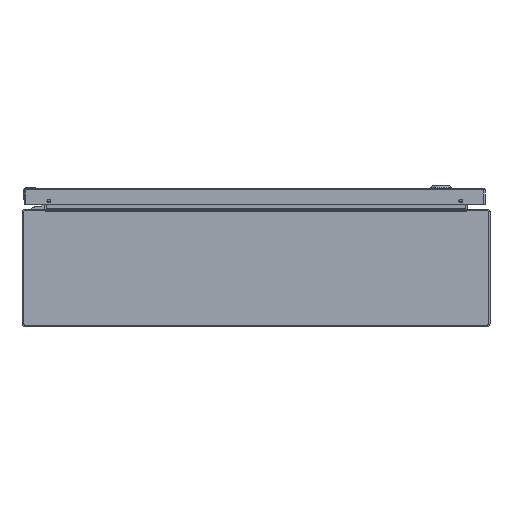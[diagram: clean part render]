
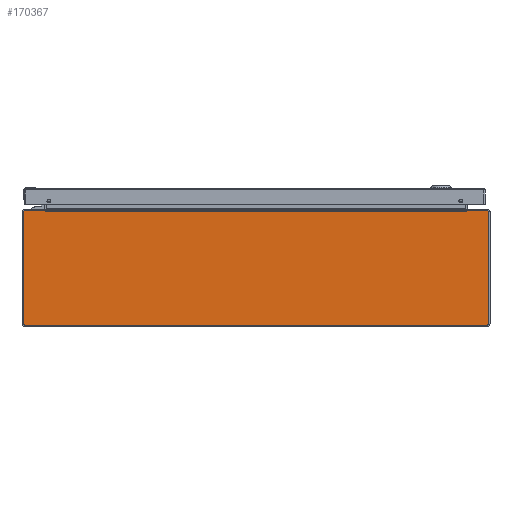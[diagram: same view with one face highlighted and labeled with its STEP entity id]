
A CAD part, front view. The second image highlights one B-rep face of the part: STEP entity #170367.
In plain terms, the highlighted planar face has unit normal (0, -1, 0).
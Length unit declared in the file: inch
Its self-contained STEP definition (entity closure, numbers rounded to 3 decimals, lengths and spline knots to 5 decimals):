
#1166 = CARTESIAN_POINT ( 'NONE',  ( 11.937, -15., 2.857 ) ) ;
#1513 = CARTESIAN_POINT ( 'NONE',  ( -11.937, -15., -2.857 ) ) ;
#2423 = CARTESIAN_POINT ( 'NONE',  ( 0., -15., 2.937 ) ) ;
#2972 = LINE ( 'NONE', #44907, #160868 ) ;
#3658 = EDGE_CURVE ( 'NONE', #120363, #159516, #80280, .T. ) ;
#5161 = DIRECTION ( 'NONE',  ( 0., -1., 0. ) ) ;
#7910 = VERTEX_POINT ( 'NONE', #11471 ) ;
#8662 = DIRECTION ( 'NONE',  ( 1., 0., 0. ) ) ;
#9043 = CARTESIAN_POINT ( 'NONE',  ( -11.937, -15., 0. ) ) ;
#10110 = ORIENTED_EDGE ( 'NONE', *, *, #11403, .T. ) ;
#11403 = EDGE_CURVE ( 'NONE', #7910, #54727, #87292, .T. ) ;
#11471 = CARTESIAN_POINT ( 'NONE',  ( 10.82312, -15., 2.937 ) ) ;
#11992 = CARTESIAN_POINT ( 'NONE',  ( 0., -15., 0. ) ) ;
#12116 = AXIS2_PLACEMENT_3D ( 'NONE', #18800, #82481, #110324 ) ;
#13144 = VECTOR ( 'NONE', #65534, 39.37008 ) ;
#14544 = EDGE_CURVE ( 'NONE', #34111, #159516, #170649, .T. ) ;
#15413 = CIRCLE ( 'NONE', #112906, 0.08 ) ;
#15547 = LINE ( 'NONE', #2423, #20824 ) ;
#15971 = EDGE_CURVE ( 'NONE', #135558, #42322, #15413, .T. ) ;
#18800 = CARTESIAN_POINT ( 'NONE',  ( 11.857, -15., 2.857 ) ) ;
#19057 = CARTESIAN_POINT ( 'NONE',  ( -11.857, -15., -2.937 ) ) ;
#20824 = VECTOR ( 'NONE', #55737, 39.37008 ) ;
#26320 = CARTESIAN_POINT ( 'NONE',  ( 10.798, -15., 2.883 ) ) ;
#26581 = AXIS2_PLACEMENT_3D ( 'NONE', #11992, #91402, #119219 ) ;
#28567 = ORIENTED_EDGE ( 'NONE', *, *, #74389, .T. ) ;
#30408 = CIRCLE ( 'NONE', #139106, 0.08 ) ;
#30506 = ORIENTED_EDGE ( 'NONE', *, *, #62839, .T. ) ;
#30610 = CARTESIAN_POINT ( 'NONE',  ( -10.81836, -15., 2.91 ) ) ;
#33116 = VECTOR ( 'NONE', #155295, 39.37008 ) ;
#34111 = VERTEX_POINT ( 'NONE', #26320 ) ;
#34272 = EDGE_CURVE ( 'NONE', #61368, #154982, #73352, .T. ) ;
#34477 = ORIENTED_EDGE ( 'NONE', *, *, #121810, .T. ) ;
#35859 = CARTESIAN_POINT ( 'NONE',  ( 10.8136, -15., 2.883 ) ) ;
#35874 = CARTESIAN_POINT ( 'NONE',  ( 11.857, -15., -2.857 ) ) ;
#40032 = VECTOR ( 'NONE', #91435, 39.37008 ) ;
#41278 = CARTESIAN_POINT ( 'NONE',  ( -11.937, -15., 2.857 ) ) ;
#41981 = LINE ( 'NONE', #30610, #144830 ) ;
#42322 = VERTEX_POINT ( 'NONE', #41278 ) ;
#44907 = CARTESIAN_POINT ( 'NONE',  ( 10.80578, -15., 2.883 ) ) ;
#45431 = ORIENTED_EDGE ( 'NONE', *, *, #60113, .T. ) ;
#45530 = DIRECTION ( 'NONE',  ( 0., -1., 0. ) ) ;
#51181 = CARTESIAN_POINT ( 'NONE',  ( 0., -15., 2.883 ) ) ;
#54331 = ORIENTED_EDGE ( 'NONE', *, *, #34272, .T. ) ;
#54727 = VERTEX_POINT ( 'NONE', #35859 ) ;
#55737 = DIRECTION ( 'NONE',  ( -1., 0., 0. ) ) ;
#57349 = CARTESIAN_POINT ( 'NONE',  ( 11.937, -15., 0. ) ) ;
#59602 = CIRCLE ( 'NONE', #12116, 0.08 ) ;
#59773 = LINE ( 'NONE', #9043, #91163 ) ;
#60113 = EDGE_CURVE ( 'NONE', #154982, #137219, #30408, .T. ) ;
#60398 = DIRECTION ( 'NONE',  ( 0., 0., -1. ) ) ;
#61368 = VERTEX_POINT ( 'NONE', #19057 ) ;
#62839 = EDGE_CURVE ( 'NONE', #137219, #169501, #123517, .T. ) ;
#64463 = LINE ( 'NONE', #106183, #40032 ) ;
#65534 = DIRECTION ( 'NONE',  ( 1., 0., 0. ) ) ;
#66147 = PLANE ( 'NONE',  #26581 ) ;
#69891 = VECTOR ( 'NONE', #104292, 39.37008 ) ;
#71684 = AXIS2_PLACEMENT_3D ( 'NONE', #159344, #120921, #91411 ) ;
#71959 = ORIENTED_EDGE ( 'NONE', *, *, #172722, .T. ) ;
#72337 = EDGE_CURVE ( 'NONE', #146638, #120363, #41981, .T. ) ;
#73352 = LINE ( 'NONE', #129055, #79763 ) ;
#74389 = EDGE_CURVE ( 'NONE', #169501, #88641, #59602, .T. ) ;
#77129 = ORIENTED_EDGE ( 'NONE', *, *, #146855, .T. ) ;
#79763 = VECTOR ( 'NONE', #8662, 39.37008 ) ;
#80280 = LINE ( 'NONE', #170154, #13144 ) ;
#81553 = DIRECTION ( 'NONE',  ( -1., 0., 0. ) ) ;
#82481 = DIRECTION ( 'NONE',  ( 0., -1., 0. ) ) ;
#87292 = LINE ( 'NONE', #170103, #33116 ) ;
#87417 = CARTESIAN_POINT ( 'NONE',  ( -10.82312, -15., 2.937 ) ) ;
#88641 = VERTEX_POINT ( 'NONE', #119050 ) ;
#91163 = VECTOR ( 'NONE', #114623, 39.37008 ) ;
#91402 = DIRECTION ( 'NONE',  ( 0., -1., 0. ) ) ;
#91411 = DIRECTION ( 'NONE',  ( 0., 0., -1. ) ) ;
#91435 = DIRECTION ( 'NONE',  ( -1., 0., 0. ) ) ;
#97415 = ORIENTED_EDGE ( 'NONE', *, *, #72337, .F. ) ;
#99837 = ORIENTED_EDGE ( 'NONE', *, *, #15971, .T. ) ;
#104292 = DIRECTION ( 'NONE',  ( -1., 0., 0. ) ) ;
#106183 = CARTESIAN_POINT ( 'NONE',  ( 0., -15., 2.937 ) ) ;
#110324 = DIRECTION ( 'NONE',  ( 0., 0., -1. ) ) ;
#110746 = DIRECTION ( 'NONE',  ( 0., 0., -1. ) ) ;
#110909 = CARTESIAN_POINT ( 'NONE',  ( 11.937, -15., -2.857 ) ) ;
#112906 = AXIS2_PLACEMENT_3D ( 'NONE', #151732, #5161, #110746 ) ;
#114096 = CARTESIAN_POINT ( 'NONE',  ( -11.857, -15., 2.937 ) ) ;
#114461 = EDGE_CURVE ( 'NONE', #42322, #149139, #59773, .T. ) ;
#114623 = DIRECTION ( 'NONE',  ( 0., 0., -1. ) ) ;
#116165 = CIRCLE ( 'NONE', #71684, 0.08 ) ;
#117026 = EDGE_LOOP ( 'NONE', ( #154511, #99837, #135084, #71959, #54331, #45431, #30506, #28567, #77129, #10110, #34477, #150300, #137910, #97415 ) ) ;
#119050 = CARTESIAN_POINT ( 'NONE',  ( 11.857, -15., 2.937 ) ) ;
#119219 = DIRECTION ( 'NONE',  ( 0., 0., -1. ) ) ;
#120363 = VERTEX_POINT ( 'NONE', #151228 ) ;
#120921 = DIRECTION ( 'NONE',  ( 0., -1., 0. ) ) ;
#121810 = EDGE_CURVE ( 'NONE', #54727, #34111, #2972, .T. ) ;
#123517 = LINE ( 'NONE', #57349, #145660 ) ;
#129055 = CARTESIAN_POINT ( 'NONE',  ( 0., -15., -2.937 ) ) ;
#135084 = ORIENTED_EDGE ( 'NONE', *, *, #114461, .T. ) ;
#135263 = DIRECTION ( 'NONE',  ( 0.174, 0., -0.985 ) ) ;
#135558 = VERTEX_POINT ( 'NONE', #114096 ) ;
#137219 = VERTEX_POINT ( 'NONE', #110909 ) ;
#137910 = ORIENTED_EDGE ( 'NONE', *, *, #3658, .F. ) ;
#139106 = AXIS2_PLACEMENT_3D ( 'NONE', #35874, #45530, #60398 ) ;
#144830 = VECTOR ( 'NONE', #135263, 39.37008 ) ;
#145660 = VECTOR ( 'NONE', #162842, 39.37008 ) ;
#146638 = VERTEX_POINT ( 'NONE', #87417 ) ;
#146855 = EDGE_CURVE ( 'NONE', #88641, #7910, #15547, .T. ) ;
#149139 = VERTEX_POINT ( 'NONE', #1513 ) ;
#150300 = ORIENTED_EDGE ( 'NONE', *, *, #14544, .T. ) ;
#151228 = CARTESIAN_POINT ( 'NONE',  ( -10.8136, -15., 2.883 ) ) ;
#151732 = CARTESIAN_POINT ( 'NONE',  ( -11.857, -15., 2.857 ) ) ;
#153457 = CARTESIAN_POINT ( 'NONE',  ( 11.857, -15., -2.937 ) ) ;
#154511 = ORIENTED_EDGE ( 'NONE', *, *, #164614, .T. ) ;
#154982 = VERTEX_POINT ( 'NONE', #153457 ) ;
#155295 = DIRECTION ( 'NONE',  ( -0.174, 0., -0.985 ) ) ;
#158709 = CARTESIAN_POINT ( 'NONE',  ( -10.798, -15., 2.883 ) ) ;
#159344 = CARTESIAN_POINT ( 'NONE',  ( -11.857, -15., -2.857 ) ) ;
#159516 = VERTEX_POINT ( 'NONE', #158709 ) ;
#160868 = VECTOR ( 'NONE', #81553, 39.37008 ) ;
#162842 = DIRECTION ( 'NONE',  ( 0., 0., 1. ) ) ;
#164614 = EDGE_CURVE ( 'NONE', #146638, #135558, #64463, .T. ) ;
#169501 = VERTEX_POINT ( 'NONE', #1166 ) ;
#170103 = CARTESIAN_POINT ( 'NONE',  ( 10.81836, -15., 2.91 ) ) ;
#170154 = CARTESIAN_POINT ( 'NONE',  ( -10.80578, -15., 2.883 ) ) ;
#170367 = ADVANCED_FACE ( 'NONE', ( #170765 ), #66147, .T. ) ;
#170649 = LINE ( 'NONE', #51181, #69891 ) ;
#170765 = FACE_OUTER_BOUND ( 'NONE', #117026, .T. ) ;
#172722 = EDGE_CURVE ( 'NONE', #149139, #61368, #116165, .T. ) ;
